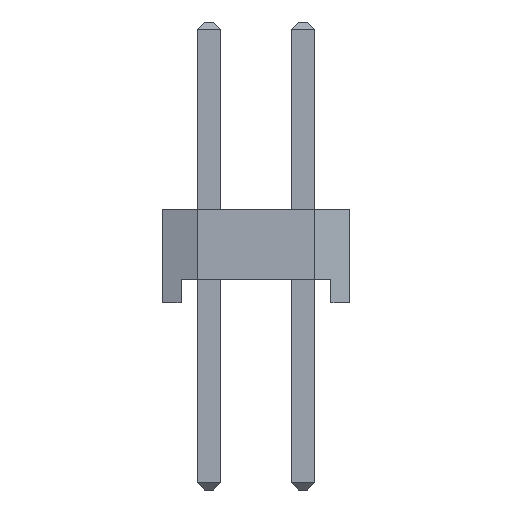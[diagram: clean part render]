
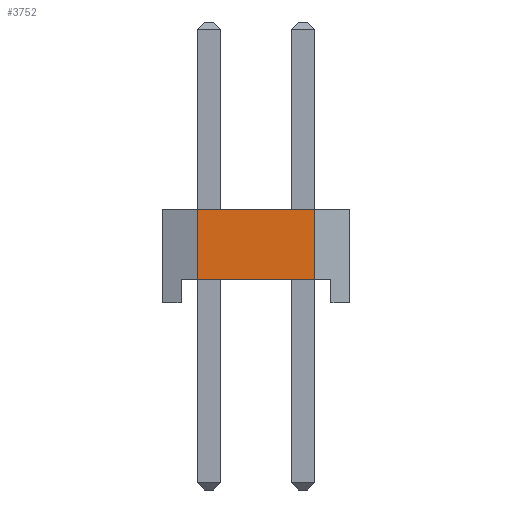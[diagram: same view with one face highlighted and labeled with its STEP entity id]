
A CAD part, left-side view. The second image highlights one B-rep face of the part: STEP entity #3752.
In plain terms, the highlighted planar face has unit normal (-1, 0, 0).
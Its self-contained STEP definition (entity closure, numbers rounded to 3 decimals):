
#451 = PLANE('',#452);
#452 = AXIS2_PLACEMENT_3D('',#453,#454,#455);
#453 = CARTESIAN_POINT('',(-1.,1.,6.));
#454 = DIRECTION('',(0.,0.,1.));
#455 = DIRECTION('',(1.,0.,0.));
#913 = PLANE('',#914);
#914 = AXIS2_PLACEMENT_3D('',#915,#916,#917);
#915 = CARTESIAN_POINT('',(-1.,-2.6,4.5));
#916 = DIRECTION('',(0.,0.,1.));
#917 = DIRECTION('',(0.,1.,0.));
#1431 = VERTEX_POINT('',#1432);
#1432 = CARTESIAN_POINT('',(-1.,0.25,6.));
#1446 = PLANE('',#1447);
#1447 = AXIS2_PLACEMENT_3D('',#1448,#1449,#1450);
#1448 = CARTESIAN_POINT('',(-1.,0.25,6.));
#1449 = DIRECTION('',(0.,-1.,0.));
#1450 = DIRECTION('',(1.,0.,0.));
#1458 = EDGE_CURVE('',#1459,#1431,#1461,.T.);
#1459 = VERTEX_POINT('',#1460);
#1460 = CARTESIAN_POINT('',(-1.,-2.25,6.));
#1461 = SURFACE_CURVE('',#1462,(#1466,#1473),.PCURVE_S1.);
#1462 = LINE('',#1463,#1464);
#1463 = CARTESIAN_POINT('',(-1.,-3.,6.));
#1464 = VECTOR('',#1465,1.);
#1465 = DIRECTION('',(0.,1.,0.));
#1466 = PCURVE('',#451,#1467);
#1467 = DEFINITIONAL_REPRESENTATION('',(#1468),#1472);
#1468 = LINE('',#1469,#1470);
#1469 = CARTESIAN_POINT('',(0.,-4.));
#1470 = VECTOR('',#1471,1.);
#1471 = DIRECTION('',(0.,1.));
#1472 = ( GEOMETRIC_REPRESENTATION_CONTEXT(2) 
PARAMETRIC_REPRESENTATION_CONTEXT() REPRESENTATION_CONTEXT('2D SPACE',''
  ) );
#1473 = PCURVE('',#1474,#1479);
#1474 = PLANE('',#1475);
#1475 = AXIS2_PLACEMENT_3D('',#1476,#1477,#1478);
#1476 = CARTESIAN_POINT('',(-1.,-3.,4.));
#1477 = DIRECTION('',(-1.,0.,0.));
#1478 = DIRECTION('',(0.,1.,0.));
#1479 = DEFINITIONAL_REPRESENTATION('',(#1480),#1484);
#1480 = LINE('',#1481,#1482);
#1481 = CARTESIAN_POINT('',(0.,-2.));
#1482 = VECTOR('',#1483,1.);
#1483 = DIRECTION('',(1.,0.));
#1484 = ( GEOMETRIC_REPRESENTATION_CONTEXT(2) 
PARAMETRIC_REPRESENTATION_CONTEXT() REPRESENTATION_CONTEXT('2D SPACE',''
  ) );
#1502 = PLANE('',#1503);
#1503 = AXIS2_PLACEMENT_3D('',#1504,#1505,#1506);
#1504 = CARTESIAN_POINT('',(-0.9,-2.25,6.));
#1505 = DIRECTION('',(0.,1.,0.));
#1506 = DIRECTION('',(-1.,0.,0.));
#2592 = EDGE_CURVE('',#2593,#2595,#2597,.T.);
#2593 = VERTEX_POINT('',#2594);
#2594 = CARTESIAN_POINT('',(-1.,-2.25,4.5));
#2595 = VERTEX_POINT('',#2596);
#2596 = CARTESIAN_POINT('',(-1.,0.25,4.5));
#2597 = SURFACE_CURVE('',#2598,(#2602,#2609),.PCURVE_S1.);
#2598 = LINE('',#2599,#2600);
#2599 = CARTESIAN_POINT('',(-1.,-2.6,4.5));
#2600 = VECTOR('',#2601,1.);
#2601 = DIRECTION('',(0.,1.,0.));
#2602 = PCURVE('',#913,#2603);
#2603 = DEFINITIONAL_REPRESENTATION('',(#2604),#2608);
#2604 = LINE('',#2605,#2606);
#2605 = CARTESIAN_POINT('',(0.,0.));
#2606 = VECTOR('',#2607,1.);
#2607 = DIRECTION('',(1.,0.));
#2608 = ( GEOMETRIC_REPRESENTATION_CONTEXT(2) 
PARAMETRIC_REPRESENTATION_CONTEXT() REPRESENTATION_CONTEXT('2D SPACE',''
  ) );
#2609 = PCURVE('',#1474,#2610);
#2610 = DEFINITIONAL_REPRESENTATION('',(#2611),#2615);
#2611 = LINE('',#2612,#2613);
#2612 = CARTESIAN_POINT('',(0.4,-0.5));
#2613 = VECTOR('',#2614,1.);
#2614 = DIRECTION('',(1.,0.));
#2615 = ( GEOMETRIC_REPRESENTATION_CONTEXT(2) 
PARAMETRIC_REPRESENTATION_CONTEXT() REPRESENTATION_CONTEXT('2D SPACE',''
  ) );
#3730 = EDGE_CURVE('',#1431,#2595,#3731,.T.);
#3731 = SURFACE_CURVE('',#3732,(#3736,#3743),.PCURVE_S1.);
#3732 = LINE('',#3733,#3734);
#3733 = CARTESIAN_POINT('',(-1.,0.25,6.));
#3734 = VECTOR('',#3735,1.);
#3735 = DIRECTION('',(-0.,-0.,-1.));
#3736 = PCURVE('',#1446,#3737);
#3737 = DEFINITIONAL_REPRESENTATION('',(#3738),#3742);
#3738 = LINE('',#3739,#3740);
#3739 = CARTESIAN_POINT('',(0.,0.));
#3740 = VECTOR('',#3741,1.);
#3741 = DIRECTION('',(0.,-1.));
#3742 = ( GEOMETRIC_REPRESENTATION_CONTEXT(2) 
PARAMETRIC_REPRESENTATION_CONTEXT() REPRESENTATION_CONTEXT('2D SPACE',''
  ) );
#3743 = PCURVE('',#1474,#3744);
#3744 = DEFINITIONAL_REPRESENTATION('',(#3745),#3749);
#3745 = LINE('',#3746,#3747);
#3746 = CARTESIAN_POINT('',(3.25,-2.));
#3747 = VECTOR('',#3748,1.);
#3748 = DIRECTION('',(0.,1.));
#3749 = ( GEOMETRIC_REPRESENTATION_CONTEXT(2) 
PARAMETRIC_REPRESENTATION_CONTEXT() REPRESENTATION_CONTEXT('2D SPACE',''
  ) );
#3752 = ADVANCED_FACE('',(#3753),#1474,.T.);
#3753 = FACE_BOUND('',#3754,.T.);
#3754 = EDGE_LOOP('',(#3755,#3776,#3777,#3778));
#3755 = ORIENTED_EDGE('',*,*,#3756,.F.);
#3756 = EDGE_CURVE('',#1459,#2593,#3757,.T.);
#3757 = SURFACE_CURVE('',#3758,(#3762,#3769),.PCURVE_S1.);
#3758 = LINE('',#3759,#3760);
#3759 = CARTESIAN_POINT('',(-1.,-2.25,6.));
#3760 = VECTOR('',#3761,1.);
#3761 = DIRECTION('',(-0.,-0.,-1.));
#3762 = PCURVE('',#1474,#3763);
#3763 = DEFINITIONAL_REPRESENTATION('',(#3764),#3768);
#3764 = LINE('',#3765,#3766);
#3765 = CARTESIAN_POINT('',(0.75,-2.));
#3766 = VECTOR('',#3767,1.);
#3767 = DIRECTION('',(0.,1.));
#3768 = ( GEOMETRIC_REPRESENTATION_CONTEXT(2) 
PARAMETRIC_REPRESENTATION_CONTEXT() REPRESENTATION_CONTEXT('2D SPACE',''
  ) );
#3769 = PCURVE('',#1502,#3770);
#3770 = DEFINITIONAL_REPRESENTATION('',(#3771),#3775);
#3771 = LINE('',#3772,#3773);
#3772 = CARTESIAN_POINT('',(0.1,0.));
#3773 = VECTOR('',#3774,1.);
#3774 = DIRECTION('',(0.,-1.));
#3775 = ( GEOMETRIC_REPRESENTATION_CONTEXT(2) 
PARAMETRIC_REPRESENTATION_CONTEXT() REPRESENTATION_CONTEXT('2D SPACE',''
  ) );
#3776 = ORIENTED_EDGE('',*,*,#1458,.T.);
#3777 = ORIENTED_EDGE('',*,*,#3730,.T.);
#3778 = ORIENTED_EDGE('',*,*,#2592,.F.);
